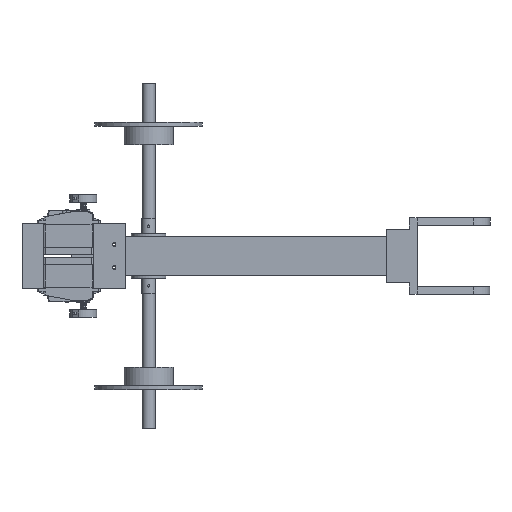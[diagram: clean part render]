
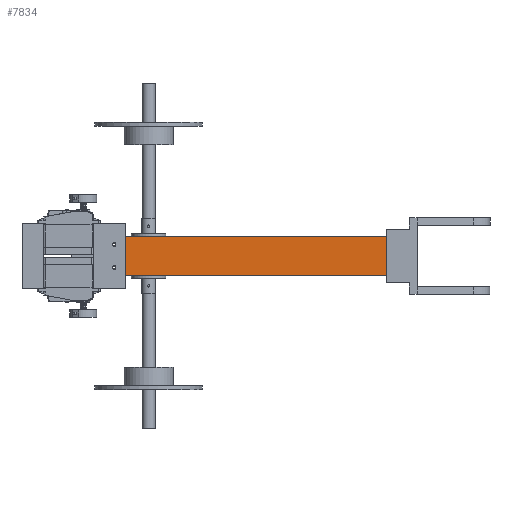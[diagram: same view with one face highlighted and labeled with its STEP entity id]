
A CAD part, left-side view. The second image highlights one B-rep face of the part: STEP entity #7834.
In plain terms, the highlighted planar face has unit normal (-1, 0, 0).
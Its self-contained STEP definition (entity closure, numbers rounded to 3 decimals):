
#301=FACE_BOUND('',#1404,.T.);
#302=FACE_BOUND('',#1405,.T.);
#549=PLANE('',#8822);
#932=FACE_OUTER_BOUND('',#1403,.T.);
#1403=EDGE_LOOP('',(#6987,#6988,#6989,#6990));
#1404=EDGE_LOOP('',(#6991));
#1405=EDGE_LOOP('',(#6992));
#2131=LINE('',#14094,#2832);
#2132=LINE('',#14097,#2833);
#2133=LINE('',#14099,#2834);
#2134=LINE('',#14100,#2835);
#2832=VECTOR('',#10785,10.);
#2833=VECTOR('',#10788,10.);
#2834=VECTOR('',#10789,10.);
#2835=VECTOR('',#10790,10.);
#3130=CIRCLE('',#8765,2.);
#3134=CIRCLE('',#8771,2.);
#3812=VERTEX_POINT('',#13957);
#3816=VERTEX_POINT('',#13969);
#3855=VERTEX_POINT('',#14087);
#3858=VERTEX_POINT('',#14092);
#3859=VERTEX_POINT('',#14096);
#3860=VERTEX_POINT('',#14098);
#4857=EDGE_CURVE('',#3812,#3812,#3130,.T.);
#4863=EDGE_CURVE('',#3816,#3816,#3134,.T.);
#4924=EDGE_CURVE('',#3855,#3858,#2131,.T.);
#4925=EDGE_CURVE('',#3859,#3855,#2132,.T.);
#4926=EDGE_CURVE('',#3860,#3858,#2133,.T.);
#4927=EDGE_CURVE('',#3859,#3860,#2134,.T.);
#6987=ORIENTED_EDGE('',*,*,#4925,.T.);
#6988=ORIENTED_EDGE('',*,*,#4924,.T.);
#6989=ORIENTED_EDGE('',*,*,#4926,.F.);
#6990=ORIENTED_EDGE('',*,*,#4927,.F.);
#6991=ORIENTED_EDGE('',*,*,#4857,.T.);
#6992=ORIENTED_EDGE('',*,*,#4863,.T.);
#7834=ADVANCED_FACE('',(#932,#301,#302),#549,.T.);
#8765=AXIS2_PLACEMENT_3D('',#13959,#10639,#10640);
#8771=AXIS2_PLACEMENT_3D('',#13971,#10653,#10654);
#8822=AXIS2_PLACEMENT_3D('',#14095,#10786,#10787);
#10639=DIRECTION('center_axis',(1.,0.,0.));
#10640=DIRECTION('ref_axis',(0.,0.,-1.));
#10653=DIRECTION('center_axis',(1.,0.,0.));
#10654=DIRECTION('ref_axis',(0.,0.,-1.));
#10785=DIRECTION('',(0.,1.,0.));
#10786=DIRECTION('center_axis',(-1.,0.,0.));
#10787=DIRECTION('ref_axis',(0.,0.,1.));
#10788=DIRECTION('',(0.,0.,1.));
#10789=DIRECTION('',(0.,0.,1.));
#10790=DIRECTION('',(0.,1.,0.));
#13957=CARTESIAN_POINT('',(-25.,385.,-13.));
#13959=CARTESIAN_POINT('Origin',(-25.,385.,-15.));
#13969=CARTESIAN_POINT('',(-25.,385.,17.));
#13971=CARTESIAN_POINT('Origin',(-25.,385.,15.));
#14087=CARTESIAN_POINT('',(-25.,0.,25.));
#14092=CARTESIAN_POINT('',(-25.,400.,25.));
#14094=CARTESIAN_POINT('',(-25.,0.,25.));
#14095=CARTESIAN_POINT('Origin',(-25.,0.,-25.));
#14096=CARTESIAN_POINT('',(-25.,0.,-25.));
#14097=CARTESIAN_POINT('',(-25.,0.,-25.));
#14098=CARTESIAN_POINT('',(-25.,400.,-25.));
#14099=CARTESIAN_POINT('',(-25.,400.,-25.));
#14100=CARTESIAN_POINT('',(-25.,0.,-25.));
